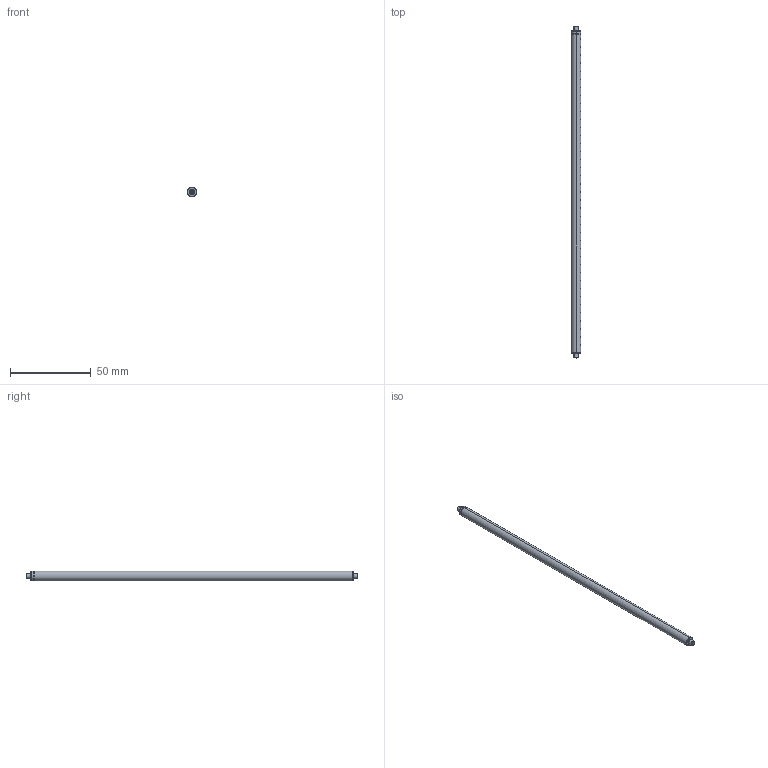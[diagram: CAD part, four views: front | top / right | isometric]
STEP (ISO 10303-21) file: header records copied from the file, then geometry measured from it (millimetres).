
FILE_DESCRIPTION (( 'STEP AP203' ), '1' );
FILE_NAME ('CSSPS-200.STEP', '2025-06-17T07:58:15', ( '' ), ( '' ), 'SwSTEP 2.0', 'SolidWorks 2023', '' );
FILE_SCHEMA (( 'CONFIG_CONTROL_DESIGN' ));
Length unit declared in the file: millimetre
Products named in the file (3): CSSPS-200; 内六角凹端紧定螺钉M3×6
Assembly tree (3 placements, depth 2):
  CSSPS-200
    CSSPS-200
    内六角凹端紧定螺钉M3×6  x2
Bounding box: 6 x 206 x 6 mm (x, y, z)
Volume: 5676.6 mm3; surface area: 4042.1 mm2
Topology: 3 solids, 3 shells, 1666 faces, 4944 edges, 3276 vertices
Faces by surface type: plane 1618, cone 32, cylinder 16
Entity records: 55789 total; most frequent: DIRECTION 9812, CARTESIAN_POINT 9785, ORIENTED_EDGE 9760, EDGE_CURVE 4880, AXIS2_PLACEMENT_3D 3287, VERTEX_POINT 3244, LINE 3238, VECTOR 3238
